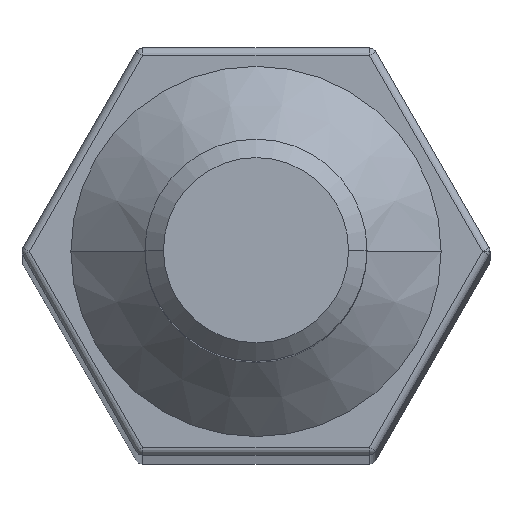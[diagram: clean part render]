
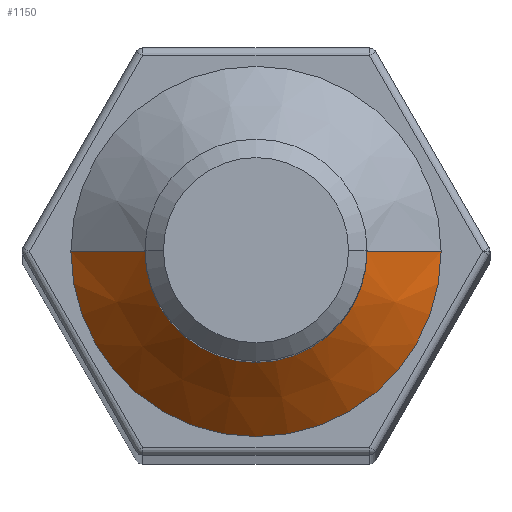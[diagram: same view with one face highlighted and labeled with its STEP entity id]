
A CAD part, top view. The second image highlights one B-rep face of the part: STEP entity #1150.
In plain terms, the highlighted conical face has half-angle 45 degrees and reference radius 1.5 mm.
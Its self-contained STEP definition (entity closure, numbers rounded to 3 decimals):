
#94 = FACE_OUTER_BOUND ( 'NONE', #457, .T. ) ;
#226 = CARTESIAN_POINT ( 'NONE',  ( 1.5, 0., 1. ) ) ;
#237 = VECTOR ( 'NONE', #372, 1000. ) ;
#331 = AXIS2_PLACEMENT_3D ( 'NONE', #508, #1268, #1114 ) ;
#362 = LINE ( 'NONE', #226, #237 ) ;
#372 = DIRECTION ( 'NONE',  ( 0.707, 0., -0.707 ) ) ;
#428 = VECTOR ( 'NONE', #991, 1000. ) ;
#439 = CARTESIAN_POINT ( 'NONE',  ( 0., 0., 0. ) ) ;
#442 = LINE ( 'NONE', #1390, #428 ) ;
#449 = AXIS2_PLACEMENT_3D ( 'NONE', #1306, #714, #1376 ) ;
#457 = EDGE_LOOP ( 'NONE', ( #1385, #475, #1403, #1414 ) ) ;
#475 = ORIENTED_EDGE ( 'NONE', *, *, #615, .T. ) ;
#493 = VERTEX_POINT ( 'NONE', #1112 ) ;
#508 = CARTESIAN_POINT ( 'NONE',  ( 0., 0., 1. ) ) ;
#522 = AXIS2_PLACEMENT_3D ( 'NONE', #439, #1229, #564 ) ;
#564 = DIRECTION ( 'NONE',  ( -1., 0., 0. ) ) ;
#594 = EDGE_CURVE ( 'NONE', #1094, #493, #1050, .T. ) ;
#615 = EDGE_CURVE ( 'NONE', #968, #751, #971, .T. ) ;
#714 = DIRECTION ( 'NONE',  ( 0., 0., -1. ) ) ;
#733 = CARTESIAN_POINT ( 'NONE',  ( -1.5, 0., 1. ) ) ;
#751 = VERTEX_POINT ( 'NONE', #733 ) ;
#797 = EDGE_CURVE ( 'NONE', #751, #493, #442, .T. ) ;
#868 = EDGE_CURVE ( 'NONE', #968, #1094, #362, .T. ) ;
#909 = CARTESIAN_POINT ( 'NONE',  ( 1.5, 0., 1. ) ) ;
#968 = VERTEX_POINT ( 'NONE', #909 ) ;
#971 = CIRCLE ( 'NONE', #449, 1.5 ) ;
#991 = DIRECTION ( 'NONE',  ( -0.707, 0., -0.707 ) ) ;
#1050 = CIRCLE ( 'NONE', #522, 2.5 ) ;
#1094 = VERTEX_POINT ( 'NONE', #1404 ) ;
#1105 = CONICAL_SURFACE ( 'NONE', #331, 1.5, 0.785 ) ;
#1112 = CARTESIAN_POINT ( 'NONE',  ( -2.5, 0., 0. ) ) ;
#1114 = DIRECTION ( 'NONE',  ( -1., 0., 0. ) ) ;
#1150 = ADVANCED_FACE ( 'NONE', ( #94 ), #1105, .T. ) ;
#1229 = DIRECTION ( 'NONE',  ( 0., 0., -1. ) ) ;
#1268 = DIRECTION ( 'NONE',  ( 0., 0., -1. ) ) ;
#1306 = CARTESIAN_POINT ( 'NONE',  ( 0., 0., 1. ) ) ;
#1376 = DIRECTION ( 'NONE',  ( -1., 0., 0. ) ) ;
#1385 = ORIENTED_EDGE ( 'NONE', *, *, #868, .F. ) ;
#1390 = CARTESIAN_POINT ( 'NONE',  ( -1.5, 0., 1. ) ) ;
#1403 = ORIENTED_EDGE ( 'NONE', *, *, #797, .T. ) ;
#1404 = CARTESIAN_POINT ( 'NONE',  ( 2.5, 0., 0. ) ) ;
#1414 = ORIENTED_EDGE ( 'NONE', *, *, #594, .F. ) ;
